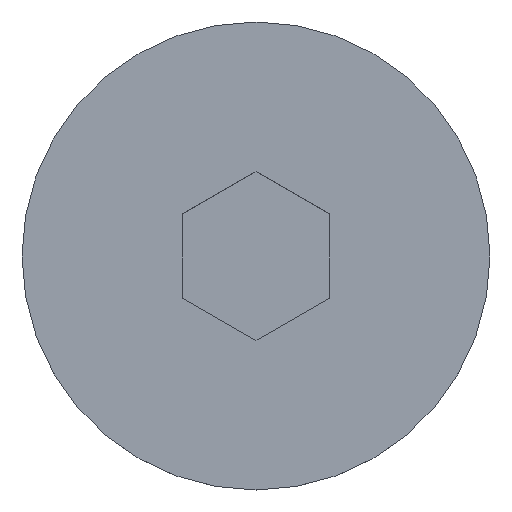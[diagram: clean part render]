
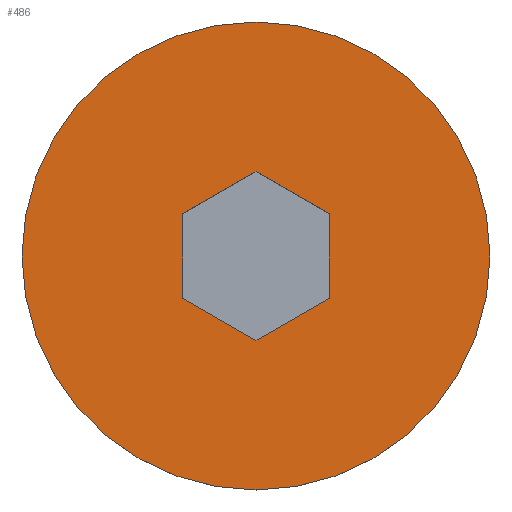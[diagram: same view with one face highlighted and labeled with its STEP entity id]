
A CAD part, top view. The second image highlights one B-rep face of the part: STEP entity #486.
In plain terms, the highlighted planar face has unit normal (0, 0, 1).
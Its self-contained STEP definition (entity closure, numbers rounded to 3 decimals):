
#4 = VERTEX_POINT ( 'NONE', #77 ) ;
#8 = VECTOR ( 'NONE', #90, 1000. ) ;
#10 = EDGE_LOOP ( 'NONE', ( #373, #167 ) ) ;
#18 = CARTESIAN_POINT ( 'NONE',  ( 0., 0., 0. ) ) ;
#23 = ORIENTED_EDGE ( 'NONE', *, *, #477, .T. ) ;
#37 = CARTESIAN_POINT ( 'NONE',  ( 2.5, 1.443, 0. ) ) ;
#40 = VECTOR ( 'NONE', #433, 1000. ) ;
#54 = EDGE_CURVE ( 'NONE', #4, #329, #452, .T. ) ;
#57 = VERTEX_POINT ( 'NONE', #37 ) ;
#59 = DIRECTION ( 'NONE',  ( 0., 0., -1. ) ) ;
#64 = VERTEX_POINT ( 'NONE', #380 ) ;
#69 = FACE_BOUND ( 'NONE', #131, .T. ) ;
#74 = CARTESIAN_POINT ( 'NONE',  ( 0., 2.887, 0. ) ) ;
#75 = CARTESIAN_POINT ( 'NONE',  ( 2.5, 0., 0. ) ) ;
#76 = CARTESIAN_POINT ( 'NONE',  ( -2.5, -1.443, 0. ) ) ;
#77 = CARTESIAN_POINT ( 'NONE',  ( 8., 0., 0. ) ) ;
#79 = LINE ( 'NONE', #75, #251 ) ;
#80 = ORIENTED_EDGE ( 'NONE', *, *, #394, .T. ) ;
#82 = EDGE_CURVE ( 'NONE', #57, #454, #79, .T. ) ;
#90 = DIRECTION ( 'NONE',  ( -0.866, -0.5, 0. ) ) ;
#131 = EDGE_LOOP ( 'NONE', ( #260, #353, #80, #267, #279, #23 ) ) ;
#145 = AXIS2_PLACEMENT_3D ( 'NONE', #336, #511, #330 ) ;
#167 = ORIENTED_EDGE ( 'NONE', *, *, #365, .F. ) ;
#185 = LINE ( 'NONE', #323, #467 ) ;
#187 = CARTESIAN_POINT ( 'NONE',  ( -8., 0., 0. ) ) ;
#189 = VECTOR ( 'NONE', #369, 1000. ) ;
#210 = LINE ( 'NONE', #310, #8 ) ;
#213 = AXIS2_PLACEMENT_3D ( 'NONE', #416, #412, #478 ) ;
#227 = LINE ( 'NONE', #74, #189 ) ;
#230 = DIRECTION ( 'NONE',  ( 1., 0., 0. ) ) ;
#239 = CARTESIAN_POINT ( 'NONE',  ( 2.5, -1.443, 0. ) ) ;
#248 = DIRECTION ( 'NONE',  ( 0., 1., 0. ) ) ;
#251 = VECTOR ( 'NONE', #300, 1000. ) ;
#260 = ORIENTED_EDGE ( 'NONE', *, *, #82, .T. ) ;
#267 = ORIENTED_EDGE ( 'NONE', *, *, #485, .T. ) ;
#279 = ORIENTED_EDGE ( 'NONE', *, *, #400, .T. ) ;
#282 = LINE ( 'NONE', #288, #318 ) ;
#288 = CARTESIAN_POINT ( 'NONE',  ( -2.5, 0., 0. ) ) ;
#300 = DIRECTION ( 'NONE',  ( 0., -1., 0. ) ) ;
#310 = CARTESIAN_POINT ( 'NONE',  ( 2.5, -1.443, 0. ) ) ;
#315 = EDGE_CURVE ( 'NONE', #454, #387, #210, .T. ) ;
#318 = VECTOR ( 'NONE', #248, 1000. ) ;
#323 = CARTESIAN_POINT ( 'NONE',  ( -2.5, 1.443, 0. ) ) ;
#326 = LINE ( 'NONE', #466, #40 ) ;
#329 = VERTEX_POINT ( 'NONE', #187 ) ;
#330 = DIRECTION ( 'NONE',  ( 1., 0., 0. ) ) ;
#336 = CARTESIAN_POINT ( 'NONE',  ( 4., 0., 0. ) ) ;
#353 = ORIENTED_EDGE ( 'NONE', *, *, #315, .T. ) ;
#364 = CARTESIAN_POINT ( 'NONE',  ( 0., -2.887, 0. ) ) ;
#365 = EDGE_CURVE ( 'NONE', #329, #4, #430, .T. ) ;
#369 = DIRECTION ( 'NONE',  ( 0.866, -0.5, 0. ) ) ;
#373 = ORIENTED_EDGE ( 'NONE', *, *, #54, .F. ) ;
#380 = CARTESIAN_POINT ( 'NONE',  ( -2.5, 1.443, 0. ) ) ;
#387 = VERTEX_POINT ( 'NONE', #364 ) ;
#394 = EDGE_CURVE ( 'NONE', #387, #462, #326, .T. ) ;
#400 = EDGE_CURVE ( 'NONE', #64, #444, #185, .T. ) ;
#406 = PLANE ( 'NONE',  #145 ) ;
#412 = DIRECTION ( 'NONE',  ( 0., 0., -1. ) ) ;
#416 = CARTESIAN_POINT ( 'NONE',  ( 0., 0., 0. ) ) ;
#430 = CIRCLE ( 'NONE', #464, 8. ) ;
#433 = DIRECTION ( 'NONE',  ( -0.866, 0.5, 0. ) ) ;
#444 = VERTEX_POINT ( 'NONE', #471 ) ;
#452 = CIRCLE ( 'NONE', #213, 8. ) ;
#454 = VERTEX_POINT ( 'NONE', #239 ) ;
#462 = VERTEX_POINT ( 'NONE', #76 ) ;
#464 = AXIS2_PLACEMENT_3D ( 'NONE', #18, #59, #230 ) ;
#466 = CARTESIAN_POINT ( 'NONE',  ( 0., -2.887, 0. ) ) ;
#467 = VECTOR ( 'NONE', #468, 1000. ) ;
#468 = DIRECTION ( 'NONE',  ( 0.866, 0.5, 0. ) ) ;
#471 = CARTESIAN_POINT ( 'NONE',  ( 0., 2.887, 0. ) ) ;
#477 = EDGE_CURVE ( 'NONE', #444, #57, #227, .T. ) ;
#478 = DIRECTION ( 'NONE',  ( 1., 0., 0. ) ) ;
#485 = EDGE_CURVE ( 'NONE', #462, #64, #282, .T. ) ;
#486 = ADVANCED_FACE ( 'NONE', ( #69, #502 ), #406, .T. ) ;
#502 = FACE_OUTER_BOUND ( 'NONE', #10, .T. ) ;
#511 = DIRECTION ( 'NONE',  ( 0., 0., 1. ) ) ;
